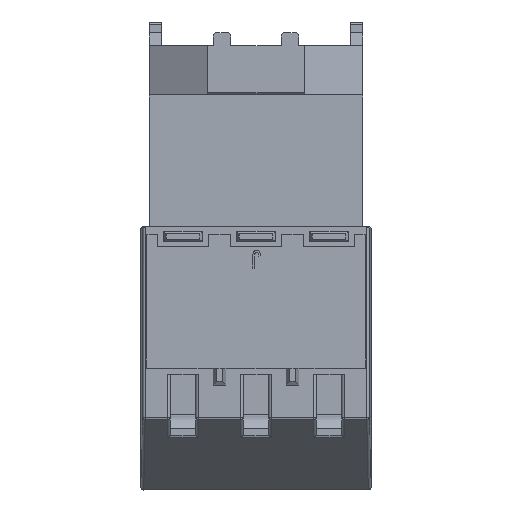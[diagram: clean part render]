
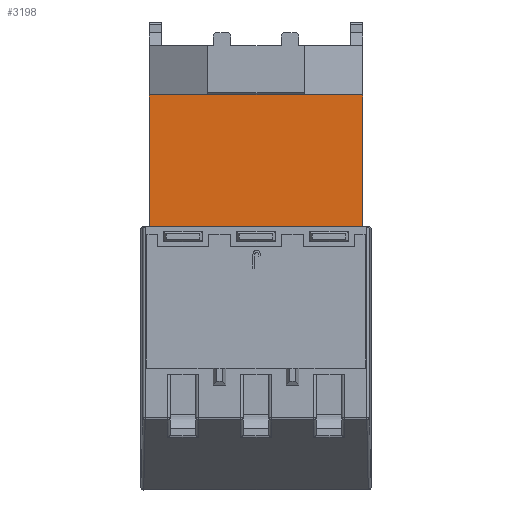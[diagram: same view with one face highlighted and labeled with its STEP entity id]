
A CAD part, front view. The second image highlights one B-rep face of the part: STEP entity #3198.
In plain terms, the highlighted planar face has unit normal (0, -1, 0).
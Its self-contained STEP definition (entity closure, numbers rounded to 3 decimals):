
#170 = EDGE_CURVE ( 'NONE', #6495, #1315, #2009, .T. ) ;
#285 = DIRECTION ( 'NONE',  ( 1., 0., 0. ) ) ;
#309 = DIRECTION ( 'NONE',  ( 0., 0., 1. ) ) ;
#366 = VECTOR ( 'NONE', #285, 1000. ) ;
#853 = CARTESIAN_POINT ( 'NONE',  ( -24.875, -17.3, 92. ) ) ;
#1315 = VERTEX_POINT ( 'NONE', #3295 ) ;
#1790 = ORIENTED_EDGE ( 'NONE', *, *, #4441, .T. ) ;
#2009 = LINE ( 'NONE', #2674, #6213 ) ;
#2324 = LINE ( 'NONE', #6362, #366 ) ;
#2668 = FACE_OUTER_BOUND ( 'NONE', #5645, .T. ) ;
#2674 = CARTESIAN_POINT ( 'NONE',  ( 0., -17.3, 61.3 ) ) ;
#2904 = AXIS2_PLACEMENT_3D ( 'NONE', #7940, #3321, #6033 ) ;
#2992 = ORIENTED_EDGE ( 'NONE', *, *, #5665, .F. ) ;
#3144 = CARTESIAN_POINT ( 'NONE',  ( 24.875, -17.3, 85.15 ) ) ;
#3198 = ADVANCED_FACE ( 'NONE', ( #2668 ), #6698, .F. ) ;
#3243 = ORIENTED_EDGE ( 'NONE', *, *, #170, .T. ) ;
#3295 = CARTESIAN_POINT ( 'NONE',  ( 24.875, -17.3, 61.3 ) ) ;
#3321 = DIRECTION ( 'NONE',  ( 0., 1., 0. ) ) ;
#3513 = LINE ( 'NONE', #3144, #4074 ) ;
#3903 = VECTOR ( 'NONE', #5389, 1000. ) ;
#4074 = VECTOR ( 'NONE', #309, 1000. ) ;
#4441 = EDGE_CURVE ( 'NONE', #1315, #7232, #3513, .T. ) ;
#5085 = CARTESIAN_POINT ( 'NONE',  ( -24.875, -17.3, 61.3 ) ) ;
#5151 = EDGE_CURVE ( 'NONE', #7416, #7232, #2324, .T. ) ;
#5389 = DIRECTION ( 'NONE',  ( 0., 0., 1. ) ) ;
#5645 = EDGE_LOOP ( 'NONE', ( #8643, #2992, #3243, #1790 ) ) ;
#5665 = EDGE_CURVE ( 'NONE', #6495, #7416, #6062, .T. ) ;
#6033 = DIRECTION ( 'NONE',  ( 0., 0., 1. ) ) ;
#6041 = DIRECTION ( 'NONE',  ( 1., 0., 0. ) ) ;
#6062 = LINE ( 'NONE', #8779, #3903 ) ;
#6213 = VECTOR ( 'NONE', #6041, 1000. ) ;
#6362 = CARTESIAN_POINT ( 'NONE',  ( 0., -17.3, 92. ) ) ;
#6495 = VERTEX_POINT ( 'NONE', #5085 ) ;
#6698 = PLANE ( 'NONE',  #2904 ) ;
#7232 = VERTEX_POINT ( 'NONE', #8659 ) ;
#7416 = VERTEX_POINT ( 'NONE', #853 ) ;
#7940 = CARTESIAN_POINT ( 'NONE',  ( -24.875, -17.3, 61.3 ) ) ;
#8643 = ORIENTED_EDGE ( 'NONE', *, *, #5151, .F. ) ;
#8659 = CARTESIAN_POINT ( 'NONE',  ( 24.875, -17.3, 92. ) ) ;
#8779 = CARTESIAN_POINT ( 'NONE',  ( -24.875, -17.3, 76.65 ) ) ;
